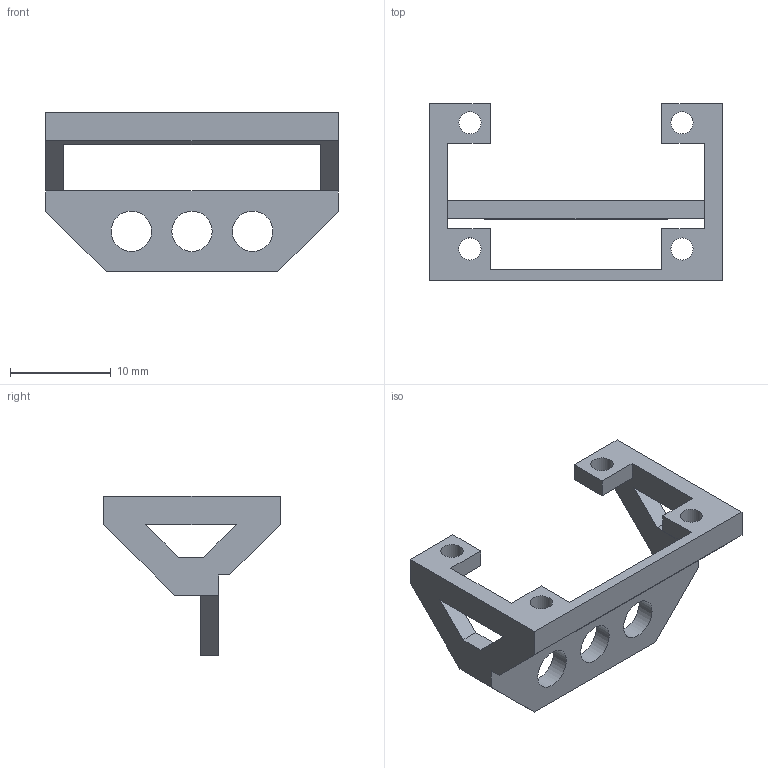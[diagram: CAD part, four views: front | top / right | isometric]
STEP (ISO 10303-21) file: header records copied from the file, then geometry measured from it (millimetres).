
FILE_DESCRIPTION(/* description */ (''),/* implementation_level */ '2;1');
FILE_NAME(/* name */ 'scout-camholder.stp',/* time_stamp */ '2017-03-01T21:25:11-05:00',/* author */ (''),/* organization */ (''),/* preprocessor_version */ 'ST-DEVELOPER v16.5',/* originating_system */ 'Autodesk Translation Framework v5.2.0.2920',/* authorisation */ '');
FILE_SCHEMA (('AUTOMOTIVE_DESIGN { 1 0 10303 214 3 1 1 }'));
Length unit declared in the file: millimetre
Products named in the file (1): FusionComponent
Bounding box: 29 x 17.5 x 15.8 mm (x, y, z)
Volume: 824.4 mm3; surface area: 1511.4 mm2
Topology: 1 solids, 1 shells, 50 faces, 146 edges, 96 vertices
Faces by surface type: plane 43, cylinder 7
Full cylindrical faces by diameter (mm): 2.2 x4, 4 x3
Entity records: 1659 total; most frequent: CARTESIAN_POINT 286, ORIENTED_EDGE 278, DIRECTION 255, EDGE_CURVE 139, LINE 125, VECTOR 125, VERTEX_POINT 96, EDGE_LOOP 75
